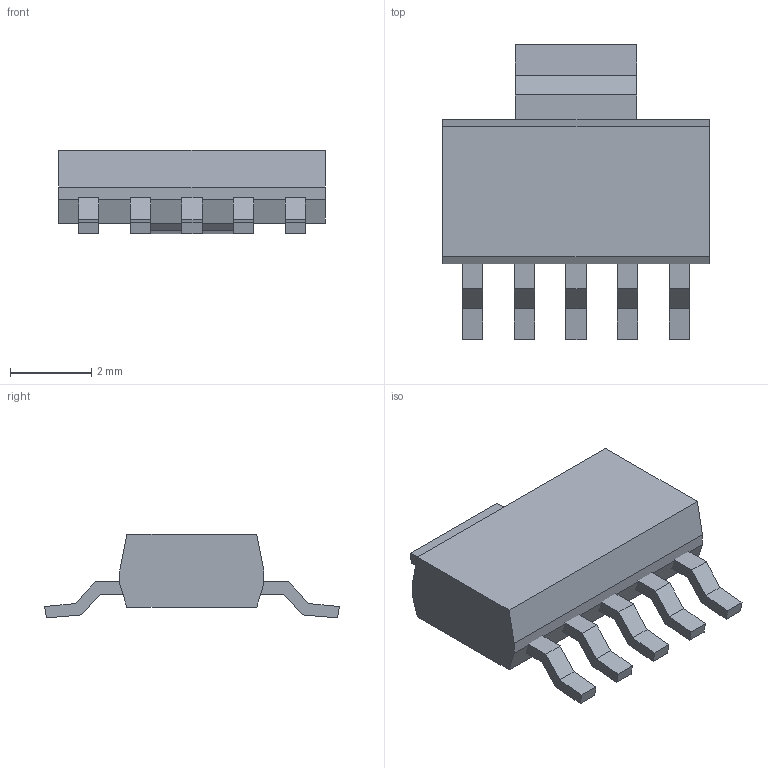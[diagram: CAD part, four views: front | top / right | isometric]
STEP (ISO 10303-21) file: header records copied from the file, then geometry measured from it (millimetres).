
FILE_DESCRIPTION (( 'STEP AP214' ), '1' );
FILE_NAME ('SOT-223-6.STEP', '2018-03-12T16:12:05', ( '' ), ( '' ), 'SwSTEP 2.0', 'SolidWorks 2018', '' );
FILE_SCHEMA (( 'AUTOMOTIVE_DESIGN' ));
Length unit declared in the file: millimetre
Products named in the file (8): User Library-SOT223-6_BODY_2; User Library-SOT223-6_Extruded_7; User Library-SOT223-6_Free-Models_2; User Library-SOT223-6_Extruded_8; User Library-SOT223-6_PIN_S_2; User Library-SOT223-6_Extruded_6; User Library-SOT223-6_PIN_L_2; SOT-223-6
Assembly tree (11 placements, depth 4):
  SOT-223-6
    User Library-SOT223-6_Free-Models_2
      User Library-SOT223-6_BODY_2
        User Library-SOT223-6_Extruded_6
      User Library-SOT223-6_PIN_L_2
        User Library-SOT223-6_Extruded_7
      User Library-SOT223-6_PIN_S_2  x5
        User Library-SOT223-6_Extruded_8
Bounding box: 6.55 x 7.26 x 2.06 mm (x, y, z)
Volume: 43.6 mm3; surface area: 112.9 mm2
Topology: 7 solids, 7 shells, 70 faces, 168 edges, 112 vertices
Faces by surface type: plane 70
Entity records: 1476 total; most frequent: CARTESIAN_POINT 168, DIRECTION 168, ORIENTED_EDGE 144, EDGE_CURVE 72, LINE 72, VECTOR 72, VERTEX_POINT 48, AXIS2_PLACEMENT_3D 48
